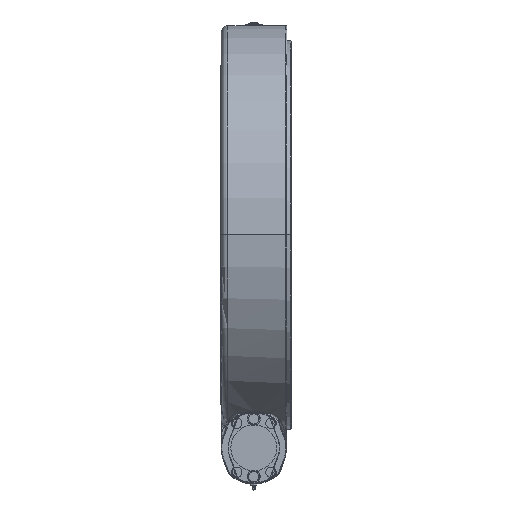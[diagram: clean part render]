
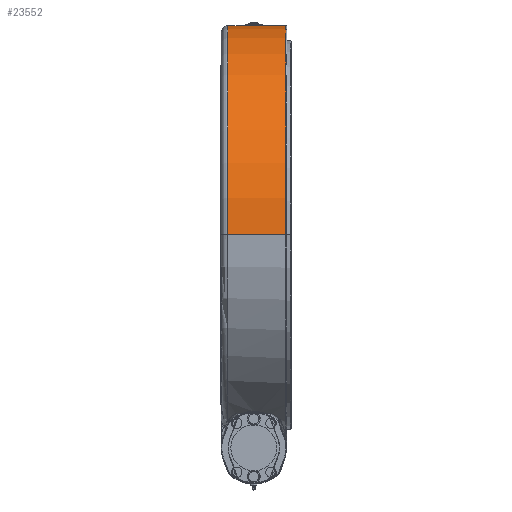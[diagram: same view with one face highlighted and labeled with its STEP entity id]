
A CAD part, top view. The second image highlights one B-rep face of the part: STEP entity #23552.
In plain terms, the highlighted cylindrical face has radius 385 mm (diameter 770 mm), a partial arc.
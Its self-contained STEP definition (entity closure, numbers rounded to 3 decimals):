
#1570 = EDGE_CURVE ( 'NONE', #27789, #34218, #26095, .T. ) ;
#1633 = DIRECTION ( 'NONE',  ( 1., 0., 0. ) ) ;
#1914 = CARTESIAN_POINT ( 'NONE',  ( 17.5, 0., 0. ) ) ;
#2707 = CIRCLE ( 'NONE', #17233, 385. ) ;
#2868 = EDGE_CURVE ( 'NONE', #27403, #35730, #4548, .T. ) ;
#2990 = DIRECTION ( 'NONE',  ( 0., 0., -1. ) ) ;
#3133 = LINE ( 'NONE', #3189, #14597 ) ;
#3189 = CARTESIAN_POINT ( 'NONE',  ( -99.712, 0., 385. ) ) ;
#3433 = AXIS2_PLACEMENT_3D ( 'NONE', #32259, #35584, #13149 ) ;
#3698 = CARTESIAN_POINT ( 'NONE',  ( -48., 0., -385. ) ) ;
#4169 = EDGE_CURVE ( 'NONE', #33704, #27403, #2707, .T. ) ;
#4177 = DIRECTION ( 'NONE',  ( 1., 0., 0. ) ) ;
#4526 = CIRCLE ( 'NONE', #19245, 385. ) ;
#4548 = LINE ( 'NONE', #9841, #37910 ) ;
#5539 = CARTESIAN_POINT ( 'NONE',  ( 17.5, 384.766, -13.413 ) ) ;
#5565 = DIRECTION ( 'NONE',  ( -1., 0., 0. ) ) ;
#5960 = VERTEX_POINT ( 'NONE', #22837 ) ;
#8567 = CARTESIAN_POINT ( 'NONE',  ( -17.5, 384.766, -13.413 ) ) ;
#9504 = DIRECTION ( 'NONE',  ( 0., 0., 1. ) ) ;
#9534 = EDGE_CURVE ( 'NONE', #34276, #33704, #35544, .T. ) ;
#9643 = CARTESIAN_POINT ( 'NONE',  ( -17.5, 0., 0. ) ) ;
#9841 = CARTESIAN_POINT ( 'NONE',  ( -99.712, 384.766, -13.413 ) ) ;
#11238 = DIRECTION ( 'NONE',  ( 0., 0., -1. ) ) ;
#12348 = CIRCLE ( 'NONE', #3433, 385. ) ;
#12789 = DIRECTION ( 'NONE',  ( 1., 0., 0. ) ) ;
#12869 = DIRECTION ( 'NONE',  ( -1., 0., 0. ) ) ;
#13149 = DIRECTION ( 'NONE',  ( 0., 0., 1. ) ) ;
#13977 = VERTEX_POINT ( 'NONE', #19950 ) ;
#14587 = VECTOR ( 'NONE', #15134, 1000. ) ;
#14597 = VECTOR ( 'NONE', #35385, 1000. ) ;
#14720 = CARTESIAN_POINT ( 'NONE',  ( -99.712, 384.766, 13.413 ) ) ;
#14940 = ORIENTED_EDGE ( 'NONE', *, *, #31567, .T. ) ;
#15134 = DIRECTION ( 'NONE',  ( -1., 0., 0. ) ) ;
#15485 = ORIENTED_EDGE ( 'NONE', *, *, #1570, .T. ) ;
#15798 = AXIS2_PLACEMENT_3D ( 'NONE', #32740, #4177, #35932 ) ;
#15946 = DIRECTION ( 'NONE',  ( -1., 0., 0. ) ) ;
#16230 = EDGE_LOOP ( 'NONE', ( #23344, #21018, #35953, #14940 ) ) ;
#17233 = AXIS2_PLACEMENT_3D ( 'NONE', #9643, #12869, #2990 ) ;
#19245 = AXIS2_PLACEMENT_3D ( 'NONE', #1914, #1633, #11238 ) ;
#19266 = LINE ( 'NONE', #28164, #27748 ) ;
#19674 = AXIS2_PLACEMENT_3D ( 'NONE', #40613, #15946, #9504 ) ;
#19950 = CARTESIAN_POINT ( 'NONE',  ( 59., 0., 385. ) ) ;
#21018 = ORIENTED_EDGE ( 'NONE', *, *, #4169, .T. ) ;
#22360 = EDGE_LOOP ( 'NONE', ( #39940, #32018, #15485, #39678 ) ) ;
#22837 = CARTESIAN_POINT ( 'NONE',  ( 59., 0., -385. ) ) ;
#23344 = ORIENTED_EDGE ( 'NONE', *, *, #9534, .T. ) ;
#23552 = ADVANCED_FACE ( 'NONE', ( #37135, #31130 ), #33142, .T. ) ;
#24919 = CARTESIAN_POINT ( 'NONE',  ( 17.5, 384.766, 13.413 ) ) ;
#25130 = EDGE_CURVE ( 'NONE', #13977, #5960, #12348, .T. ) ;
#26095 = CIRCLE ( 'NONE', #15798, 385. ) ;
#27403 = VERTEX_POINT ( 'NONE', #8567 ) ;
#27748 = VECTOR ( 'NONE', #5565, 1000. ) ;
#27789 = VERTEX_POINT ( 'NONE', #3698 ) ;
#28164 = CARTESIAN_POINT ( 'NONE',  ( -99.712, 0., -385. ) ) ;
#30740 = CARTESIAN_POINT ( 'NONE',  ( -48., 0., 385. ) ) ;
#31130 = FACE_OUTER_BOUND ( 'NONE', #22360, .T. ) ;
#31567 = EDGE_CURVE ( 'NONE', #35730, #34276, #4526, .T. ) ;
#32018 = ORIENTED_EDGE ( 'NONE', *, *, #35358, .T. ) ;
#32259 = CARTESIAN_POINT ( 'NONE',  ( 59., 0., 0. ) ) ;
#32740 = CARTESIAN_POINT ( 'NONE',  ( -48., 0., 0. ) ) ;
#33142 = CYLINDRICAL_SURFACE ( 'NONE', #19674, 385. ) ;
#33704 = VERTEX_POINT ( 'NONE', #33848 ) ;
#33848 = CARTESIAN_POINT ( 'NONE',  ( -17.5, 384.766, 13.413 ) ) ;
#34218 = VERTEX_POINT ( 'NONE', #30740 ) ;
#34276 = VERTEX_POINT ( 'NONE', #24919 ) ;
#35358 = EDGE_CURVE ( 'NONE', #5960, #27789, #19266, .T. ) ;
#35385 = DIRECTION ( 'NONE',  ( -1., 0., 0. ) ) ;
#35544 = LINE ( 'NONE', #14720, #14587 ) ;
#35584 = DIRECTION ( 'NONE',  ( -1., 0., 0. ) ) ;
#35730 = VERTEX_POINT ( 'NONE', #5539 ) ;
#35932 = DIRECTION ( 'NONE',  ( 0., 0., -1. ) ) ;
#35953 = ORIENTED_EDGE ( 'NONE', *, *, #2868, .T. ) ;
#36192 = EDGE_CURVE ( 'NONE', #13977, #34218, #3133, .T. ) ;
#37135 = FACE_BOUND ( 'NONE', #16230, .T. ) ;
#37910 = VECTOR ( 'NONE', #12789, 1000. ) ;
#39678 = ORIENTED_EDGE ( 'NONE', *, *, #36192, .F. ) ;
#39940 = ORIENTED_EDGE ( 'NONE', *, *, #25130, .T. ) ;
#40613 = CARTESIAN_POINT ( 'NONE',  ( -99.712, 0., 0. ) ) ;
